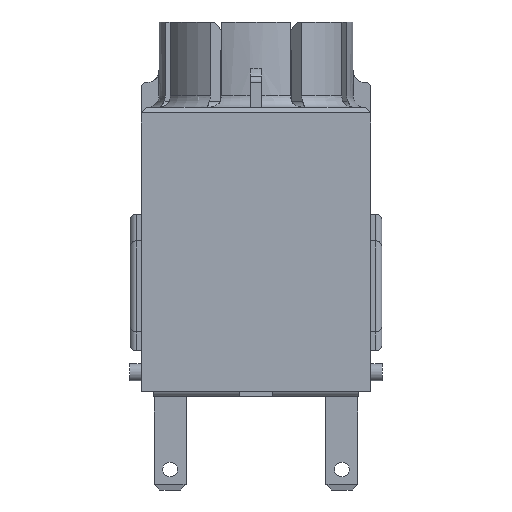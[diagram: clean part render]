
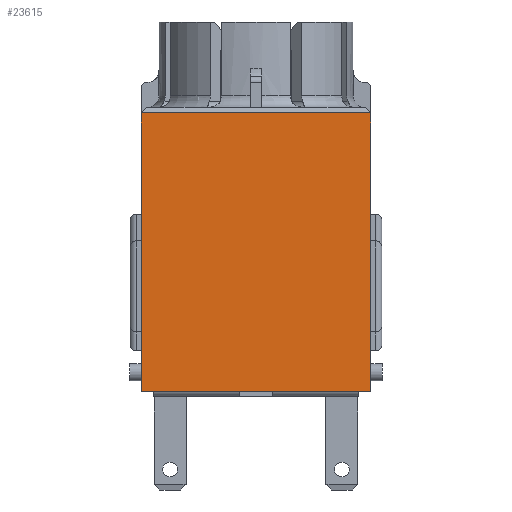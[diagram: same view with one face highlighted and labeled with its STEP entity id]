
A CAD part, front view. The second image highlights one B-rep face of the part: STEP entity #23615.
In plain terms, the highlighted planar face has unit normal (0, -1, 0).
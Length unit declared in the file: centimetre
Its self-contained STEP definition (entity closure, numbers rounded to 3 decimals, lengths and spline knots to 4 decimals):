
#792=FACE_OUTER_BOUND($,#2070,.T.);
#2070=EDGE_LOOP($,(#17152,#17153,#17154,#17155,#17156,#17157));
#3707=LINE($,#34890,#6844);
#3708=LINE($,#34893,#6845);
#3732=LINE($,#34937,#6869);
#3818=LINE($,#35172,#6955);
#3819=LINE($,#35173,#6956);
#3841=LINE($,#35299,#6978);
#6844=VECTOR($,#27412,0.169);
#6845=VECTOR($,#27415,2.281);
#6869=VECTOR($,#27443,2.02);
#6955=VECTOR($,#27699,2.281);
#6956=VECTOR($,#27700,0.169);
#6978=VECTOR($,#27786,2.02);
#9985=VERTEX_POINT($,#34887);
#9986=VERTEX_POINT($,#34889);
#9987=VERTEX_POINT($,#34892);
#10005=VERTEX_POINT($,#34935);
#10063=VERTEX_POINT($,#35155);
#10069=VERTEX_POINT($,#35170);
#12556=EDGE_CURVE($,#9985,#9986,#3707,.T.);
#12558=EDGE_CURVE($,#9986,#9987,#3708,.T.);
#12582=EDGE_CURVE($,#9985,#10005,#3732,.T.);
#12696=EDGE_CURVE($,#10063,#10069,#3818,.T.);
#12697=EDGE_CURVE($,#10005,#10063,#3819,.T.);
#12733=EDGE_CURVE($,#9987,#10069,#3841,.T.);
#17152=ORIENTED_EDGE($,*,*,#12733,.F.);
#17153=ORIENTED_EDGE($,*,*,#12558,.F.);
#17154=ORIENTED_EDGE($,*,*,#12556,.F.);
#17155=ORIENTED_EDGE($,*,*,#12582,.T.);
#17156=ORIENTED_EDGE($,*,*,#12697,.T.);
#17157=ORIENTED_EDGE($,*,*,#12696,.T.);
#22374=PLANE($,#25059);
#23615=ADVANCED_FACE($,(#792),#22374,.T.);
#25059=AXIS2_PLACEMENT_3D($,#35306,#27797,#27798);
#27412=DIRECTION($,(0.,0.,1.));
#27415=DIRECTION($,(0.,0.,1.));
#27443=DIRECTION($,(1.,0.,0.));
#27699=DIRECTION($,(0.,0.,1.));
#27700=DIRECTION($,(0.,0.,1.));
#27786=DIRECTION($,(1.,0.,0.));
#27797=DIRECTION('center_axis',(0.,-1.,0.));
#27798=DIRECTION('ref_axis',(0.,0.,1.));
#34887=CARTESIAN_POINT('',(-1.01,-1.11,0.04));
#34889=CARTESIAN_POINT('',(-1.01,-1.11,0.209));
#34890=CARTESIAN_POINT($,(-1.01,-1.11,2.39));
#34892=CARTESIAN_POINT('',(-1.01,-1.11,2.49));
#34893=CARTESIAN_POINT($,(-1.01,-1.11,2.39));
#34935=CARTESIAN_POINT('',(1.01,-1.11,0.04));
#34937=CARTESIAN_POINT($,(-1.01,-1.11,0.04));
#35155=CARTESIAN_POINT('',(1.01,-1.11,0.209));
#35170=CARTESIAN_POINT('',(1.01,-1.11,2.49));
#35172=CARTESIAN_POINT($,(1.01,-1.11,2.39));
#35173=CARTESIAN_POINT($,(1.01,-1.11,2.39));
#35299=CARTESIAN_POINT($,(-0.505,-1.11,2.49));
#35306=CARTESIAN_POINT('Origin',(-1.01,-1.11,2.39));
